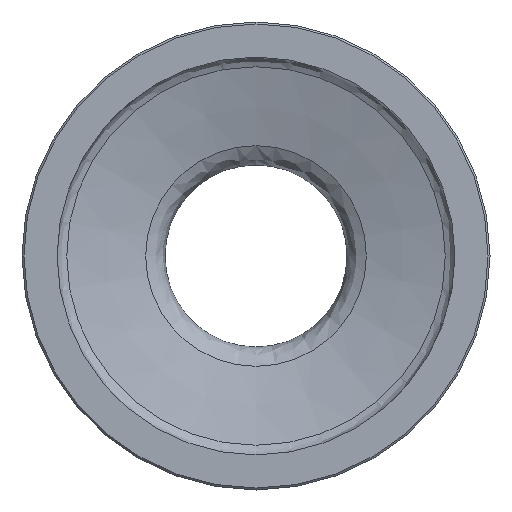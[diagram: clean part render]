
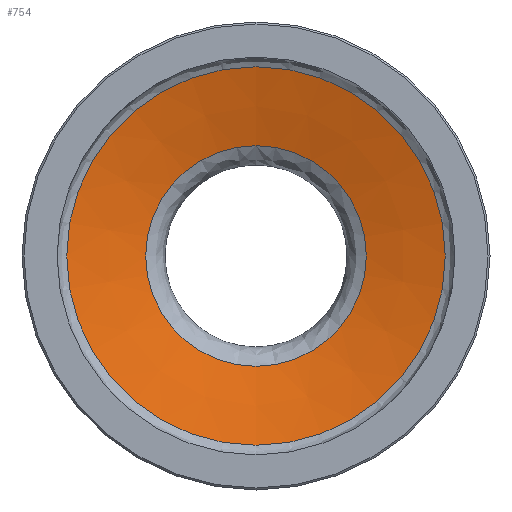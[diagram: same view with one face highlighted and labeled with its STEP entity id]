
A CAD part, left-side view. The second image highlights one B-rep face of the part: STEP entity #754.
In plain terms, the highlighted conical face has half-angle 74.995 degrees and reference radius 72.794 mm.
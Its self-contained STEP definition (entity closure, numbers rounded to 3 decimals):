
#35 = CARTESIAN_POINT ( 'NONE',  ( -52.443, 0., 0. ) ) ;
#81 = CARTESIAN_POINT ( 'NONE',  ( -52.443, 0., 0. ) ) ;
#97 = DIRECTION ( 'NONE',  ( -1., 0., 0. ) ) ;
#110 = CARTESIAN_POINT ( 'NONE',  ( -44.298, 0., 42.411 ) ) ;
#151 = ORIENTED_EDGE ( 'NONE', *, *, #434, .F. ) ;
#154 = EDGE_LOOP ( 'NONE', ( #151 ) ) ;
#192 = CONICAL_SURFACE ( 'NONE', #420, 72.795, 1.309 ) ;
#257 = ORIENTED_EDGE ( 'NONE', *, *, #481, .T. ) ;
#403 = CARTESIAN_POINT ( 'NONE',  ( -52.443, 0., -72.795 ) ) ;
#407 = EDGE_LOOP ( 'NONE', ( #257 ) ) ;
#413 = AXIS2_PLACEMENT_3D ( 'NONE', #81, #506, #763 ) ;
#414 = VERTEX_POINT ( 'NONE', #403 ) ;
#420 = AXIS2_PLACEMENT_3D ( 'NONE', #35, #97, #522 ) ;
#434 = EDGE_CURVE ( 'NONE', #689, #689, #745, .T. ) ;
#439 = CARTESIAN_POINT ( 'NONE',  ( -44.298, 0., 0. ) ) ;
#481 = EDGE_CURVE ( 'NONE', #414, #414, #603, .T. ) ;
#506 = DIRECTION ( 'NONE',  ( -1., 0., 0. ) ) ;
#510 = DIRECTION ( 'NONE',  ( 0., 0., 1. ) ) ;
#522 = DIRECTION ( 'NONE',  ( 0., 0., 1. ) ) ;
#603 = CIRCLE ( 'NONE', #413, 72.795 ) ;
#605 = AXIS2_PLACEMENT_3D ( 'NONE', #439, #636, #510 ) ;
#636 = DIRECTION ( 'NONE',  ( -1., 0., 0. ) ) ;
#689 = VERTEX_POINT ( 'NONE', #110 ) ;
#727 = FACE_BOUND ( 'NONE', #154, .T. ) ;
#745 = CIRCLE ( 'NONE', #605, 42.411 ) ;
#748 = FACE_OUTER_BOUND ( 'NONE', #407, .T. ) ;
#754 = ADVANCED_FACE ( 'NONE', ( #748, #727 ), #192, .F. ) ;
#763 = DIRECTION ( 'NONE',  ( 0., 0., -1. ) ) ;
